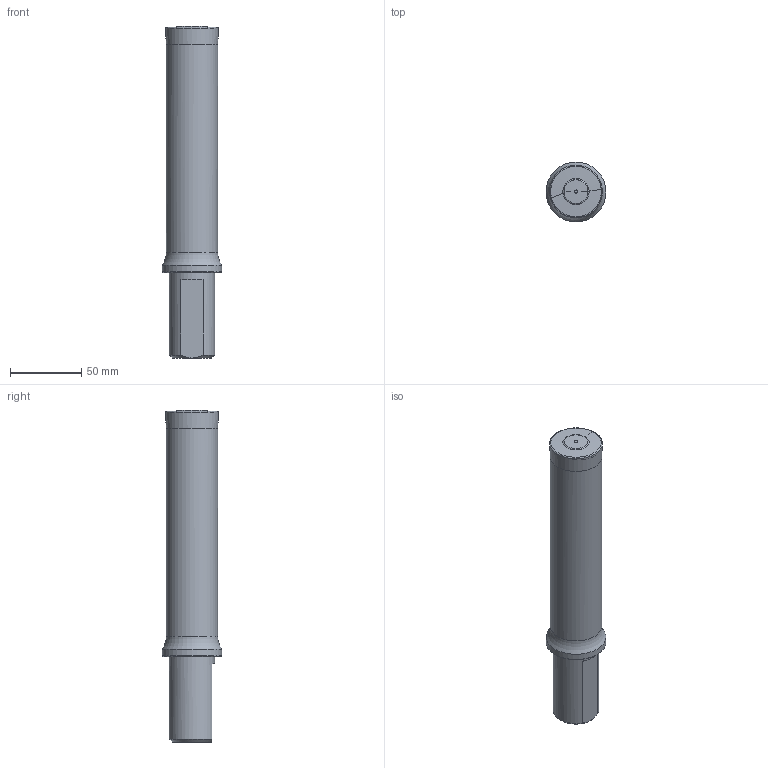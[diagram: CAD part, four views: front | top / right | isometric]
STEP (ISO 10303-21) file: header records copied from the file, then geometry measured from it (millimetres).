
FILE_DESCRIPTION(/* description */ (''),/* implementation_level */ '2;1');
FILE_NAME(/* name */ '804D_37_148_S32_115018026ndi000_00_SIM.stp',/* time_stamp */ '2020-08-27T09:50:58+02:00',/* author */ (''),/* organization */ (''),/* preprocessor_version */ 'ST-DEVELOPER v16.7',/* originating_system */ 'SIEMENS PLM Software NX 12.0',/* authorisation */ '');
FILE_SCHEMA (('AUTOMOTIVE_DESIGN { 1 0 10303 214 3 1 1 1 }'));
Length unit declared in the file: millimetre
Products named in the file (1): wq704FD4D6C0pprk
Bounding box: 42 x 42 x 233 mm (x, y, z)
Volume: 230801.4 mm3; surface area: 35783.7 mm2
Topology: 2 solids, 2 shells, 28 faces, 60 edges, 37 vertices
Faces by surface type: plane 10, cone 7, cylinder 5, revolution 5, torus 1
Full cylindrical faces by diameter (mm): 5 x2, 32 x1, 36 x1, 42 x1
Entity records: 695 total; most frequent: CARTESIAN_POINT 147, DIRECTION 111, ORIENTED_EDGE 70, AXIS2_PLACEMENT_3D 49, EDGE_LOOP 46, FACE_BOUND 39, EDGE_CURVE 35, VERTEX_POINT 31
